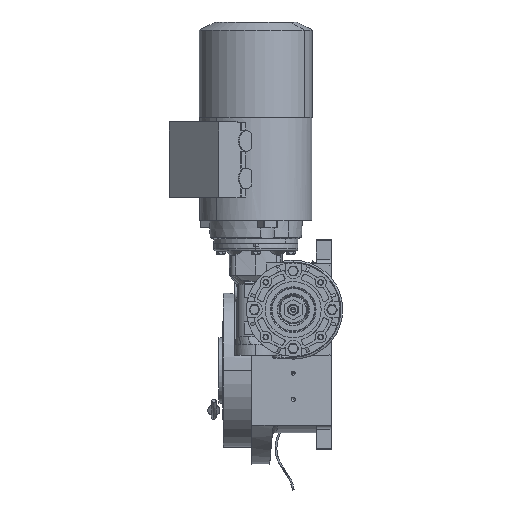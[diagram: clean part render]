
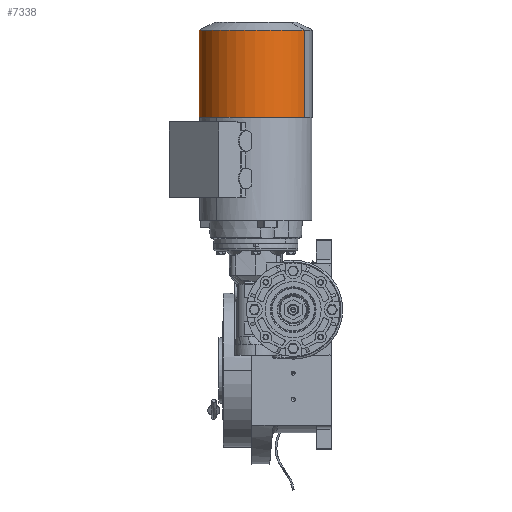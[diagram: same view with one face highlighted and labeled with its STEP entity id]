
A CAD part, left-side view. The second image highlights one B-rep face of the part: STEP entity #7338.
In plain terms, the highlighted cylindrical face has radius 60.5 mm (diameter 121 mm), a partial arc.
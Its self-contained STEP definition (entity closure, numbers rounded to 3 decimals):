
#787 = LINE ( 'NONE', #20664, #29336 ) ;
#3322 = CIRCLE ( 'NONE', #111601, 60.5 ) ;
#3339 = CARTESIAN_POINT ( 'NONE',  ( -158.212, -6.286, 0. ) ) ;
#5902 = CARTESIAN_POINT ( 'NONE',  ( -64.811, -20.922, -58.703 ) ) ;
#7338 = ADVANCED_FACE ( 'NONE', ( #126207 ), #54833, .T. ) ;
#9439 = EDGE_CURVE ( 'NONE', #53092, #43473, #59530, .T. ) ;
#11848 = CARTESIAN_POINT ( 'NONE',  ( -158.212, 8.35, 58.703 ) ) ;
#13399 = DIRECTION ( 'NONE',  ( 0., -0.242, -0.97 ) ) ;
#20228 = VERTEX_POINT ( 'NONE', #5902 ) ;
#20664 = CARTESIAN_POINT ( 'NONE',  ( -158.212, -20.922, -58.703 ) ) ;
#28377 = CARTESIAN_POINT ( 'NONE',  ( -26.951, -6.286, 0. ) ) ;
#28999 = DIRECTION ( 'NONE',  ( -1., 0., 0. ) ) ;
#29336 = VECTOR ( 'NONE', #123946, 1000. ) ;
#29669 = CARTESIAN_POINT ( 'NONE',  ( -158.212, -20.922, -58.703 ) ) ;
#31891 = LINE ( 'NONE', #81739, #83271 ) ;
#35564 = ORIENTED_EDGE ( 'NONE', *, *, #93813, .F. ) ;
#38514 = CARTESIAN_POINT ( 'NONE',  ( -64.811, 8.35, 58.703 ) ) ;
#41479 = DIRECTION ( 'NONE',  ( -1., 0., 0. ) ) ;
#42145 = DIRECTION ( 'NONE',  ( 1., 0., 0. ) ) ;
#43473 = VERTEX_POINT ( 'NONE', #29669 ) ;
#53092 = VERTEX_POINT ( 'NONE', #11848 ) ;
#54833 = CYLINDRICAL_SURFACE ( 'NONE', #103484, 60.5 ) ;
#55160 = AXIS2_PLACEMENT_3D ( 'NONE', #3339, #81350, #62204 ) ;
#59530 = CIRCLE ( 'NONE', #55160, 60.5 ) ;
#60042 = EDGE_LOOP ( 'NONE', ( #35564, #119055, #69787, #98502 ) ) ;
#62204 = DIRECTION ( 'NONE',  ( 0., 0.242, 0.97 ) ) ;
#67412 = DIRECTION ( 'NONE',  ( 0., 0.242, 0.97 ) ) ;
#69787 = ORIENTED_EDGE ( 'NONE', *, *, #9439, .F. ) ;
#81350 = DIRECTION ( 'NONE',  ( -1., 0., 0. ) ) ;
#81739 = CARTESIAN_POINT ( 'NONE',  ( -64.811, 8.35, 58.703 ) ) ;
#83271 = VECTOR ( 'NONE', #41479, 1000. ) ;
#89331 = VERTEX_POINT ( 'NONE', #38514 ) ;
#91076 = EDGE_CURVE ( 'NONE', #43473, #20228, #787, .T. ) ;
#93813 = EDGE_CURVE ( 'NONE', #20228, #89331, #3322, .T. ) ;
#98502 = ORIENTED_EDGE ( 'NONE', *, *, #112735, .F. ) ;
#99717 = CARTESIAN_POINT ( 'NONE',  ( -64.811, -6.286, 0. ) ) ;
#103484 = AXIS2_PLACEMENT_3D ( 'NONE', #28377, #28999, #67412 ) ;
#111601 = AXIS2_PLACEMENT_3D ( 'NONE', #99717, #42145, #13399 ) ;
#112735 = EDGE_CURVE ( 'NONE', #89331, #53092, #31891, .T. ) ;
#119055 = ORIENTED_EDGE ( 'NONE', *, *, #91076, .F. ) ;
#123946 = DIRECTION ( 'NONE',  ( 1., 0., 0. ) ) ;
#126207 = FACE_OUTER_BOUND ( 'NONE', #60042, .T. ) ;
